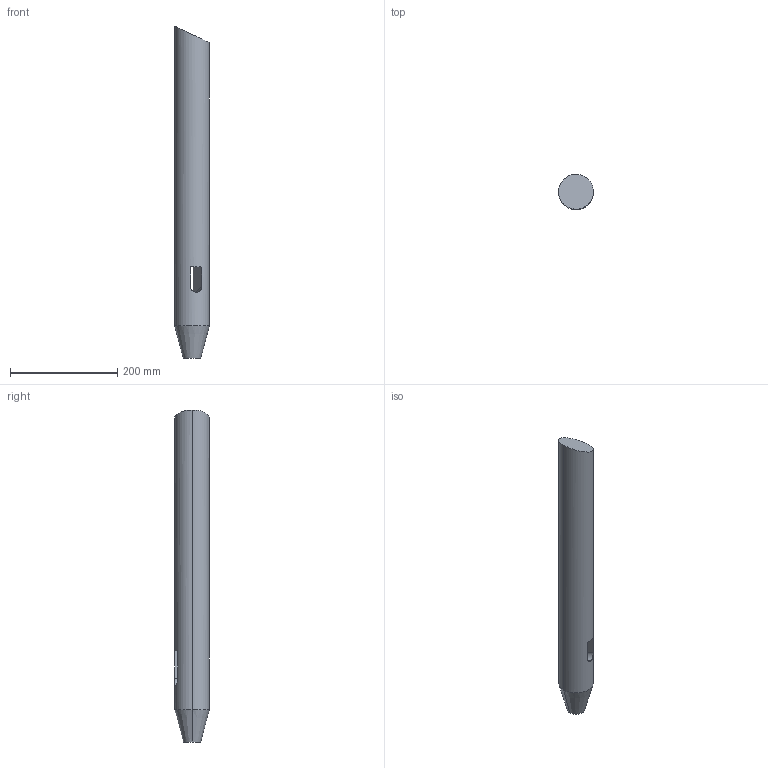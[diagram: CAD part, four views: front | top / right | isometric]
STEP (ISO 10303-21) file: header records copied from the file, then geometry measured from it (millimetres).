
FILE_DESCRIPTION (( 'STEP AP214' ), '1' );
FILE_NAME ('DM-04-005_MIR..STEP', '2024-09-04T09:43:03', ( '' ), ( '' ), 'SwSTEP 2.0', 'SolidWorks 2017', '' );
FILE_SCHEMA (( 'AUTOMOTIVE_DESIGN' ));
Length unit declared in the file: millimetre
Products named in the file (1): DM-04-005_MIR.
Bounding box: 65 x 65 x 618.23 mm (x, y, z)
Volume: 1841813.6 mm3; surface area: 131612.7 mm2
Topology: 1 solids, 1 shells, 11 faces, 25 edges, 16 vertices
Faces by surface type: plane 5, cylinder 4, cone 2
Entity records: 441 total; most frequent: CARTESIAN_POINT 161, ORIENTED_EDGE 50, DIRECTION 49, EDGE_CURVE 25, AXIS2_PLACEMENT_3D 18, VERTEX_POINT 16, LINE 13, VECTOR 13
